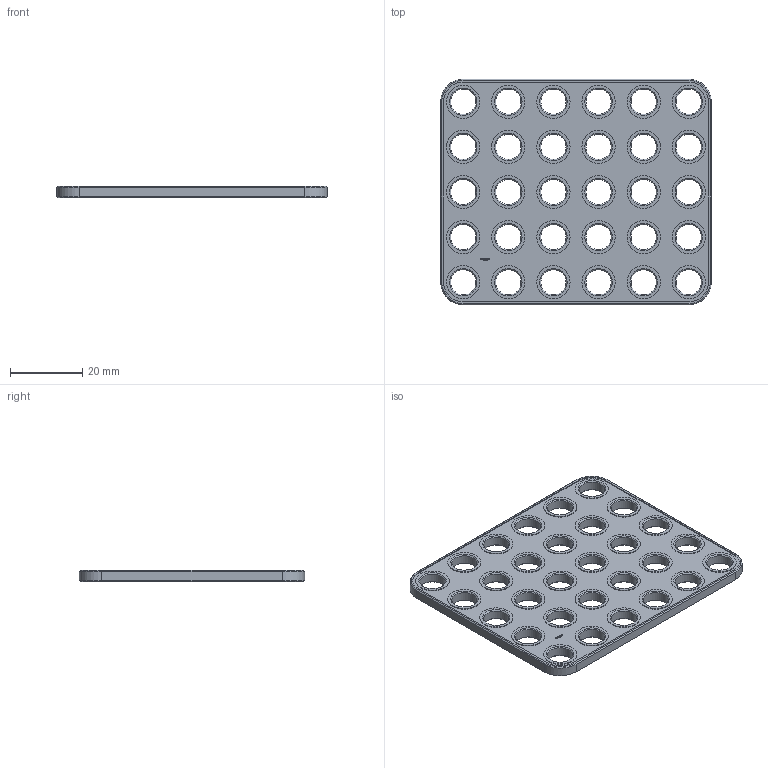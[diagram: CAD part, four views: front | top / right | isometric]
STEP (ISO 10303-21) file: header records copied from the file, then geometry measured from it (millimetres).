
FILE_DESCRIPTION(('FreeCAD Model'),'2;1');
FILE_NAME('Open CASCADE Shape Model','2024-10-08T01:29:07',(''),(''), 'Open CASCADE STEP processor 7.7','FreeCAD','Unknown');
FILE_SCHEMA(('AUTOMOTIVE_DESIGN { 1 0 10303 214 1 1 1 1 }'));
Length unit declared in the file: millimetre
Products named in the file (1): Plate RCT CRNR BU06x05x00.25 - SPN-PLT-0094 (stemfie.org)
Bounding box: 75 x 62.5 x 3.12 mm (x, y, z)
Volume: 10360.9 mm3; surface area: 9794.7 mm2
Topology: 1 solids, 1 shells, 638 faces, 1640 edges, 1068 vertices
Faces by surface type: plane 356, extrusion 146, cylinder 68, cone 68
Full cylindrical faces by diameter (mm): 7 x30, 9.2 x30
Entity records: 19810 total; most frequent: CARTESIAN_POINT 4539, ORIENTED_EDGE 3280, DIRECTION 2684, EDGE_CURVE 1640, VECTOR 1290, LINE 1144, VERTEX_POINT 1068, FACE_BOUND 762
